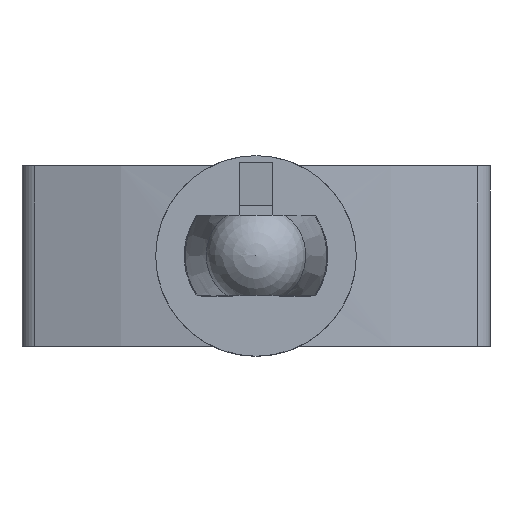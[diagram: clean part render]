
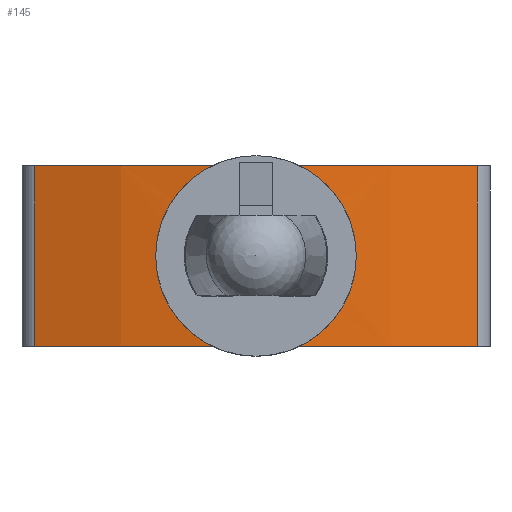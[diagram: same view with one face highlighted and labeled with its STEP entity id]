
A CAD part, top view. The second image highlights one B-rep face of the part: STEP entity #145.
In plain terms, the highlighted cylindrical face has radius 18.267 mm (diameter 36.534 mm), a partial arc.
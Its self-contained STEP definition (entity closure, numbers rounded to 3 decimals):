
#145 = ADVANCED_FACE( '', ( #356, #357 ), #358, .T. );
#356 = FACE_OUTER_BOUND( '', #636, .T. );
#357 = FACE_BOUND( '', #637, .T. );
#358 = CYLINDRICAL_SURFACE( '', #638, 18.267 );
#636 = EDGE_LOOP( '', ( #2085, #2086, #2087, #2088 ) );
#637 = EDGE_LOOP( '', ( #2089, #2090 ) );
#638 = AXIS2_PLACEMENT_3D( '', #2091, #2092, #2093 );
#2085 = ORIENTED_EDGE( '', *, *, #2799, .F. );
#2086 = ORIENTED_EDGE( '', *, *, #2800, .F. );
#2087 = ORIENTED_EDGE( '', *, *, #2801, .T. );
#2088 = ORIENTED_EDGE( '', *, *, #2802, .T. );
#2089 = ORIENTED_EDGE( '', *, *, #2803, .T. );
#2090 = ORIENTED_EDGE( '', *, *, #2804, .T. );
#2091 = CARTESIAN_POINT( '', ( 0., -2.7, -21.007 ) );
#2092 = DIRECTION( '', ( 0., -1., 0. ) );
#2093 = DIRECTION( '', ( 0., 0., 1. ) );
#2799 = EDGE_CURVE( '', #3181, #3182, #3183, .T. );
#2800 = EDGE_CURVE( '', #3184, #3181, #3185, .T. );
#2801 = EDGE_CURVE( '', #3184, #3186, #3187, .T. );
#2802 = EDGE_CURVE( '', #3186, #3182, #3188, .T. );
#2803 = EDGE_CURVE( '', #3189, #3190, #3191, .T. );
#2804 = EDGE_CURVE( '', #3190, #3189, #3192, .T. );
#3181 = VERTEX_POINT( '', #3880 );
#3182 = VERTEX_POINT( '', #3881 );
#3183 = CIRCLE( '', #3882, 18.267 );
#3184 = VERTEX_POINT( '', #3883 );
#3185 = LINE( '', #3884, #3885 );
#3186 = VERTEX_POINT( '', #3886 );
#3187 = CIRCLE( '', #3887, 18.267 );
#3188 = LINE( '', #3888, #3889 );
#3189 = VERTEX_POINT( '', #3890 );
#3190 = VERTEX_POINT( '', #3891 );
#3191 = B_SPLINE_CURVE_WITH_KNOTS( '', 3, ( #3892, #3893, #3894, #3895, #3896, #3897, #3898, #3899, #3900, #3901, #3902, #3903, #3904, #3905, #3906, #3907, #3908, #3909 ), .UNSPECIFIED., .F., .F., ( 4, 2, 2, 2, 2, 2, 2, 2, 4 ), ( 0., 0.001, 0.002, 0.002, 0.003, 0.004, 0.005, 0.006, 0.006 ), .UNSPECIFIED. );
#3192 = B_SPLINE_CURVE_WITH_KNOTS( '', 3, ( #3910, #3911, #3912, #3913, #3914, #3915, #3916, #3917, #3918, #3919, #3920, #3921, #3922, #3923, #3924, #3925, #3926, #3927 ), .UNSPECIFIED., .F., .F., ( 4, 2, 2, 2, 2, 2, 2, 2, 4 ), ( 0., 0.001, 0.002, 0.002, 0.003, 0.004, 0.005, 0.006, 0.006 ), .UNSPECIFIED. );
#3880 = CARTESIAN_POINT( '', ( -6.617, 2.7, -3.981 ) );
#3881 = CARTESIAN_POINT( '', ( 6.617, 2.7, -3.981 ) );
#3882 = AXIS2_PLACEMENT_3D( '', #4766, #4767, #4768 );
#3883 = CARTESIAN_POINT( '', ( -6.617, -2.7, -3.981 ) );
#3884 = CARTESIAN_POINT( '', ( -6.617, -2.7, -3.981 ) );
#3885 = VECTOR( '', #4769, 1000. );
#3886 = CARTESIAN_POINT( '', ( 6.617, -2.7, -3.981 ) );
#3887 = AXIS2_PLACEMENT_3D( '', #4770, #4771, #4772 );
#3888 = CARTESIAN_POINT( '', ( 6.617, -2.7, -3.981 ) );
#3889 = VECTOR( '', #4773, 1000. );
#3890 = CARTESIAN_POINT( '', ( -2.07, 0., -2.858 ) );
#3891 = CARTESIAN_POINT( '', ( 2.07, 0., -2.858 ) );
#3892 = CARTESIAN_POINT( '', ( -2.07, 0., -2.858 ) );
#3893 = CARTESIAN_POINT( '', ( -2.051, 0.264, -2.855 ) );
#3894 = CARTESIAN_POINT( '', ( -1.986, 0.524, -2.848 ) );
#3895 = CARTESIAN_POINT( '', ( -1.764, 1.004, -2.825 ) );
#3896 = CARTESIAN_POINT( '', ( -1.61, 1.223, -2.81 ) );
#3897 = CARTESIAN_POINT( '', ( -1.235, 1.593, -2.781 ) );
#3898 = CARTESIAN_POINT( '', ( -1.013, 1.745, -2.766 ) );
#3899 = CARTESIAN_POINT( '', ( -0.528, 1.954, -2.746 ) );
#3900 = CARTESIAN_POINT( '', ( -0.264, 2.01, -2.74 ) );
#3901 = CARTESIAN_POINT( '', ( 0.264, 2.01, -2.74 ) );
#3902 = CARTESIAN_POINT( '', ( 0.527, 1.954, -2.746 ) );
#3903 = CARTESIAN_POINT( '', ( 1.012, 1.745, -2.766 ) );
#3904 = CARTESIAN_POINT( '', ( 1.234, 1.594, -2.781 ) );
#3905 = CARTESIAN_POINT( '', ( 1.61, 1.223, -2.81 ) );
#3906 = CARTESIAN_POINT( '', ( 1.764, 1.004, -2.825 ) );
#3907 = CARTESIAN_POINT( '', ( 1.985, 0.525, -2.848 ) );
#3908 = CARTESIAN_POINT( '', ( 2.051, 0.264, -2.855 ) );
#3909 = CARTESIAN_POINT( '', ( 2.07, 0., -2.858 ) );
#3910 = CARTESIAN_POINT( '', ( 2.07, 0., -2.858 ) );
#3911 = CARTESIAN_POINT( '', ( 2.051, -0.264, -2.855 ) );
#3912 = CARTESIAN_POINT( '', ( 1.986, -0.524, -2.848 ) );
#3913 = CARTESIAN_POINT( '', ( 1.764, -1.004, -2.825 ) );
#3914 = CARTESIAN_POINT( '', ( 1.61, -1.223, -2.81 ) );
#3915 = CARTESIAN_POINT( '', ( 1.235, -1.593, -2.781 ) );
#3916 = CARTESIAN_POINT( '', ( 1.013, -1.745, -2.766 ) );
#3917 = CARTESIAN_POINT( '', ( 0.528, -1.954, -2.746 ) );
#3918 = CARTESIAN_POINT( '', ( 0.264, -2.01, -2.74 ) );
#3919 = CARTESIAN_POINT( '', ( -0.264, -2.01, -2.74 ) );
#3920 = CARTESIAN_POINT( '', ( -0.527, -1.954, -2.746 ) );
#3921 = CARTESIAN_POINT( '', ( -1.012, -1.745, -2.766 ) );
#3922 = CARTESIAN_POINT( '', ( -1.234, -1.594, -2.781 ) );
#3923 = CARTESIAN_POINT( '', ( -1.61, -1.223, -2.81 ) );
#3924 = CARTESIAN_POINT( '', ( -1.764, -1.004, -2.825 ) );
#3925 = CARTESIAN_POINT( '', ( -1.985, -0.525, -2.848 ) );
#3926 = CARTESIAN_POINT( '', ( -2.051, -0.264, -2.855 ) );
#3927 = CARTESIAN_POINT( '', ( -2.07, 0., -2.858 ) );
#4766 = CARTESIAN_POINT( '', ( 0., 2.7, -21.007 ) );
#4767 = DIRECTION( '', ( 0., 1., 0. ) );
#4768 = DIRECTION( '', ( 1., 0., 0. ) );
#4769 = DIRECTION( '', ( 0., 1., 0. ) );
#4770 = CARTESIAN_POINT( '', ( 0., -2.7, -21.007 ) );
#4771 = DIRECTION( '', ( 0., 1., 0. ) );
#4772 = DIRECTION( '', ( 1., 0., 0. ) );
#4773 = DIRECTION( '', ( 0., 1., 0. ) );
